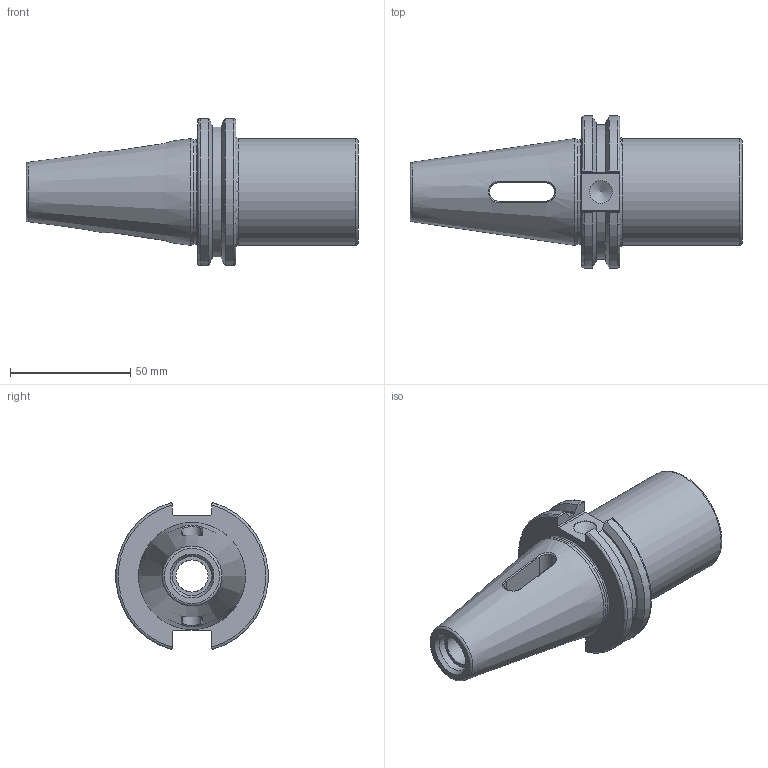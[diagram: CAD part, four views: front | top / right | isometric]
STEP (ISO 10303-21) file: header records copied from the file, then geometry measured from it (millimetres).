
FILE_DESCRIPTION(/* description */ (''),/* implementation_level */ '2;1');
FILE_NAME(/* name */ 'CK039.stp',/* time_stamp */ '2025-03-11T13:17:18+09:00',/* author */ ('YSH'),/* organization */ (''),/* preprocessor_version */ 'ST-DEVELOPER v20',/* originating_system */ 'Autodesk Inventor 2025',/* authorisation */ '');
FILE_SCHEMA (('AUTOMOTIVE_DESIGN { 1 0 10303 214 3 1 1 }'));
Length unit declared in the file: millimetre
Products named in the file (1): LO-CAT40-MTA3-69.85
Bounding box: 138.1 x 63.26 x 61.09 mm (x, y, z)
Volume: 148335.7 mm3; surface area: 31819 mm2
Topology: 1 solids, 1 shells, 83 faces, 230 edges, 149 vertices
Faces by surface type: plane 33, cylinder 16, bspline 16, cone 10, torus 8
Full cylindrical faces by diameter (mm): 9.525 x1, 13.386 x1, 16.3 x1, 20.2 x1, 43.6 x1, 44.45 x1
Entity records: 3272 total; most frequent: CARTESIAN_POINT 1257, ORIENTED_EDGE 458, DIRECTION 347, EDGE_CURVE 229, VERTEX_POINT 149, AXIS2_PLACEMENT_3D 121, LINE 105, VECTOR 105
